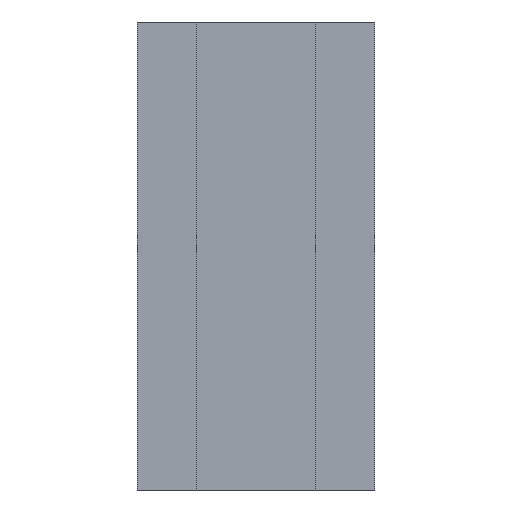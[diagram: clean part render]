
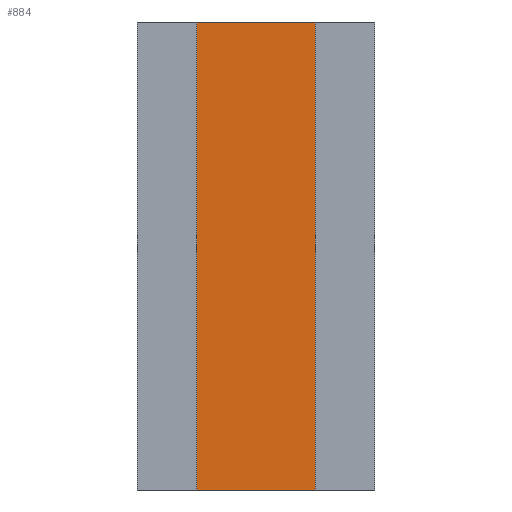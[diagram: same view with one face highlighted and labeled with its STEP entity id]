
A CAD part, front view. The second image highlights one B-rep face of the part: STEP entity #884.
In plain terms, the highlighted planar face has unit normal (0, -1, 0).
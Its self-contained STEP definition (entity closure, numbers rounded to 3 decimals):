
#17 = LINE ( 'NONE', #80, #987 ) ;
#80 = CARTESIAN_POINT ( 'NONE',  ( -1.56, 0.04, -3.15 ) ) ;
#109 = EDGE_CURVE ( 'NONE', #1093, #1056, #320, .T. ) ;
#119 = FACE_OUTER_BOUND ( 'NONE', #835, .T. ) ;
#201 = AXIS2_PLACEMENT_3D ( 'NONE', #495, #1141, #586 ) ;
#211 = ORIENTED_EDGE ( 'NONE', *, *, #109, .F. ) ;
#265 = CARTESIAN_POINT ( 'NONE',  ( 1.56, 0.04, -3.15 ) ) ;
#277 = CARTESIAN_POINT ( 'NONE',  ( -1.56, 0.04, -6.352 ) ) ;
#320 = LINE ( 'NONE', #721, #367 ) ;
#326 = LINE ( 'NONE', #277, #809 ) ;
#367 = VECTOR ( 'NONE', #442, 1000. ) ;
#413 = EDGE_CURVE ( 'NONE', #669, #1056, #1117, .T. ) ;
#442 = DIRECTION ( 'NONE',  ( 1., 0., 0. ) ) ;
#454 = DIRECTION ( 'NONE',  ( 1., 0., 0. ) ) ;
#495 = CARTESIAN_POINT ( 'NONE',  ( -1.56, 0.04, -6.352 ) ) ;
#586 = DIRECTION ( 'NONE',  ( 1., 0., 0. ) ) ;
#629 = DIRECTION ( 'NONE',  ( 0., 0., 1. ) ) ;
#669 = VERTEX_POINT ( 'NONE', #265 ) ;
#696 = EDGE_CURVE ( 'NONE', #1079, #1093, #326, .T. ) ;
#712 = ORIENTED_EDGE ( 'NONE', *, *, #696, .F. ) ;
#721 = CARTESIAN_POINT ( 'NONE',  ( -1.56, 0.04, 3.15 ) ) ;
#733 = CARTESIAN_POINT ( 'NONE',  ( 1.56, 0.04, 3.15 ) ) ;
#809 = VECTOR ( 'NONE', #1123, 1000. ) ;
#835 = EDGE_LOOP ( 'NONE', ( #712, #1210, #1010, #211 ) ) ;
#884 = ADVANCED_FACE ( 'NONE', ( #119 ), #1052, .T. ) ;
#913 = CARTESIAN_POINT ( 'NONE',  ( 1.56, 0.04, -6.352 ) ) ;
#987 = VECTOR ( 'NONE', #454, 1000. ) ;
#1010 = ORIENTED_EDGE ( 'NONE', *, *, #413, .T. ) ;
#1052 = PLANE ( 'NONE',  #201 ) ;
#1056 = VERTEX_POINT ( 'NONE', #733 ) ;
#1079 = VERTEX_POINT ( 'NONE', #1200 ) ;
#1093 = VERTEX_POINT ( 'NONE', #1216 ) ;
#1117 = LINE ( 'NONE', #913, #1132 ) ;
#1123 = DIRECTION ( 'NONE',  ( 0., 0., 1. ) ) ;
#1132 = VECTOR ( 'NONE', #629, 1000. ) ;
#1141 = DIRECTION ( 'NONE',  ( 0., -1., 0. ) ) ;
#1200 = CARTESIAN_POINT ( 'NONE',  ( -1.56, 0.04, -3.15 ) ) ;
#1201 = EDGE_CURVE ( 'NONE', #1079, #669, #17, .T. ) ;
#1210 = ORIENTED_EDGE ( 'NONE', *, *, #1201, .T. ) ;
#1216 = CARTESIAN_POINT ( 'NONE',  ( -1.56, 0.04, 3.15 ) ) ;
